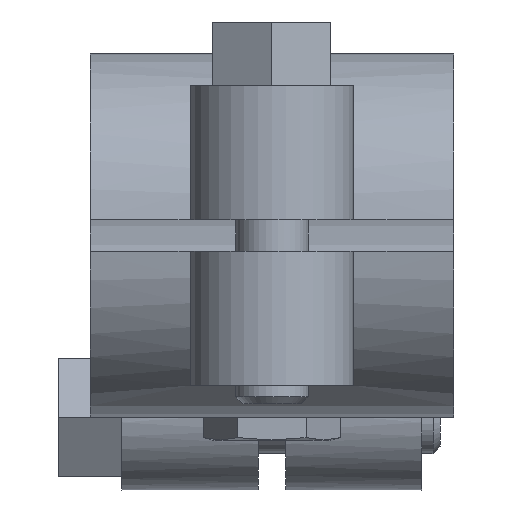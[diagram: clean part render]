
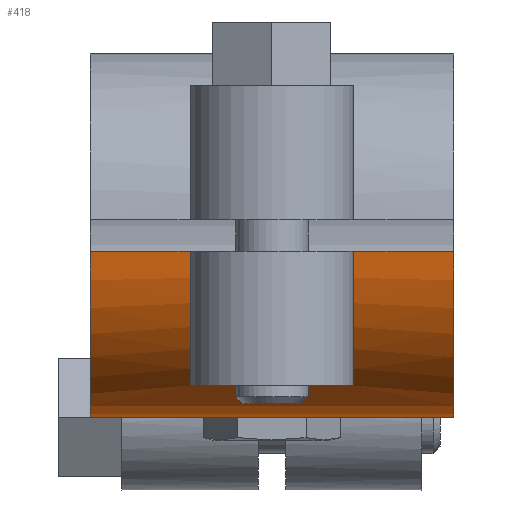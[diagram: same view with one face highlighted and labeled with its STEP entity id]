
A CAD part, left-side view. The second image highlights one B-rep face of the part: STEP entity #418.
In plain terms, the highlighted cylindrical face has radius 20 mm (diameter 40 mm), a partial arc.
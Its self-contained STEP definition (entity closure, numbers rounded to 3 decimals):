
#418 = ADVANCED_FACE( '', ( #898 ), #899, .T. );
#898 = FACE_OUTER_BOUND( '', #1491, .T. );
#899 = CYLINDRICAL_SURFACE( '', #1492, 20. );
#1491 = EDGE_LOOP( '', ( #2398, #2399, #2400, #2401, #2402, #2403, #2404, #2405, #2406, #2407, #2408, #2409 ) );
#1492 = AXIS2_PLACEMENT_3D( '', #2410, #2411, #2412 );
#2398 = ORIENTED_EDGE( '', *, *, #3751, .F. );
#2399 = ORIENTED_EDGE( '', *, *, #3626, .F. );
#2400 = ORIENTED_EDGE( '', *, *, #3752, .T. );
#2401 = ORIENTED_EDGE( '', *, *, #3544, .T. );
#2402 = ORIENTED_EDGE( '', *, *, #3753, .F. );
#2403 = ORIENTED_EDGE( '', *, *, #3754, .T. );
#2404 = ORIENTED_EDGE( '', *, *, #3755, .F. );
#2405 = ORIENTED_EDGE( '', *, *, #3756, .F. );
#2406 = ORIENTED_EDGE( '', *, *, #3501, .F. );
#2407 = ORIENTED_EDGE( '', *, *, #3757, .F. );
#2408 = ORIENTED_EDGE( '', *, *, #3758, .F. );
#2409 = ORIENTED_EDGE( '', *, *, #3759, .F. );
#2410 = CARTESIAN_POINT( '', ( 0., 40., 0. ) );
#2411 = DIRECTION( '', ( 0., 1., 0. ) );
#2412 = DIRECTION( '', ( 0., 0., -1. ) );
#3501 = EDGE_CURVE( '', #4145, #4148, #4149, .T. );
#3544 = EDGE_CURVE( '', #4220, #4218, #4221, .T. );
#3626 = EDGE_CURVE( '', #4357, #4359, #4360, .T. );
#3751 = EDGE_CURVE( '', #4359, #4562, #4563, .F. );
#3752 = EDGE_CURVE( '', #4357, #4220, #4564, .T. );
#3753 = EDGE_CURVE( '', #4565, #4218, #4566, .F. );
#3754 = EDGE_CURVE( '', #4565, #4567, #4568, .T. );
#3755 = EDGE_CURVE( '', #4569, #4567, #4570, .T. );
#3756 = EDGE_CURVE( '', #4148, #4569, #4571, .T. );
#3757 = EDGE_CURVE( '', #4572, #4145, #4573, .T. );
#3758 = EDGE_CURVE( '', #4574, #4572, #4575, .T. );
#3759 = EDGE_CURVE( '', #4562, #4574, #4576, .T. );
#4145 = VERTEX_POINT( '', #5084 );
#4148 = VERTEX_POINT( '', #5088 );
#4149 = LINE( '', #5089, #5090 );
#4218 = VERTEX_POINT( '', #5200 );
#4220 = VERTEX_POINT( '', #5203 );
#4221 = CIRCLE( '', #5204, 20. );
#4357 = VERTEX_POINT( '', #5433 );
#4359 = VERTEX_POINT( '', #5436 );
#4360 = CIRCLE( '', #5437, 20. );
#4562 = VERTEX_POINT( '', #5761 );
#4563 = LINE( '', #5762, #5763 );
#4564 = LINE( '', #5764, #5765 );
#4565 = VERTEX_POINT( '', #5766 );
#4566 = LINE( '', #5767, #5768 );
#4567 = VERTEX_POINT( '', #5769 );
#4568 = CIRCLE( '', #5770, 20. );
#4569 = VERTEX_POINT( '', #5771 );
#4570 = LINE( '', #5772, #5773 );
#4571 = CIRCLE( '', #5774, 20. );
#4572 = VERTEX_POINT( '', #5775 );
#4573 = CIRCLE( '', #5776, 20. );
#4574 = VERTEX_POINT( '', #5777 );
#4575 = LINE( '', #5778, #5779 );
#4576 = CIRCLE( '', #5780, 20. );
#5084 = CARTESIAN_POINT( '', ( -11.303, 29., -16.5 ) );
#5088 = CARTESIAN_POINT( '', ( -11.303, 11., -16.5 ) );
#5089 = CARTESIAN_POINT( '', ( -11.303, 40., -16.5 ) );
#5090 = VECTOR( '', #6412, 1000. );
#5200 = CARTESIAN_POINT( '', ( 2.57, 5., -19.834 ) );
#5203 = CARTESIAN_POINT( '', ( 19.365, 5., -5. ) );
#5204 = AXIS2_PLACEMENT_3D( '', #6456, #6457, #6458 );
#5433 = CARTESIAN_POINT( '', ( 19.365, 35., -5. ) );
#5436 = CARTESIAN_POINT( '', ( 2.57, 35., -19.834 ) );
#5437 = AXIS2_PLACEMENT_3D( '', #6529, #6530, #6531 );
#5761 = CARTESIAN_POINT( '', ( 2.57, 40., -19.834 ) );
#5762 = CARTESIAN_POINT( '', ( 2.57, 40., -19.834 ) );
#5763 = VECTOR( '', #6688, 1000. );
#5764 = CARTESIAN_POINT( '', ( 19.365, 35., -5. ) );
#5765 = VECTOR( '', #6689, 1000. );
#5766 = CARTESIAN_POINT( '', ( 2.57, 0., -19.834 ) );
#5767 = CARTESIAN_POINT( '', ( 2.57, 40., -19.834 ) );
#5768 = VECTOR( '', #6690, 1000. );
#5769 = CARTESIAN_POINT( '', ( -19.923, 0., -1.75 ) );
#5770 = AXIS2_PLACEMENT_3D( '', #6691, #6692, #6693 );
#5771 = CARTESIAN_POINT( '', ( -19.923, 11., -1.75 ) );
#5772 = CARTESIAN_POINT( '', ( -19.923, 40., -1.75 ) );
#5773 = VECTOR( '', #6694, 1000. );
#5774 = AXIS2_PLACEMENT_3D( '', #6695, #6696, #6697 );
#5775 = CARTESIAN_POINT( '', ( -19.923, 29., -1.75 ) );
#5776 = AXIS2_PLACEMENT_3D( '', #6698, #6699, #6700 );
#5777 = CARTESIAN_POINT( '', ( -19.923, 40., -1.75 ) );
#5778 = CARTESIAN_POINT( '', ( -19.923, 40., -1.75 ) );
#5779 = VECTOR( '', #6701, 1000. );
#5780 = AXIS2_PLACEMENT_3D( '', #6702, #6703, #6704 );
#6412 = DIRECTION( '', ( 0., -1., 0. ) );
#6456 = CARTESIAN_POINT( '', ( 0., 5., 0. ) );
#6457 = DIRECTION( '', ( 0., 1., 0. ) );
#6458 = DIRECTION( '', ( 1., 0., 0. ) );
#6529 = CARTESIAN_POINT( '', ( 0., 35., 0. ) );
#6530 = DIRECTION( '', ( 0., 1., 0. ) );
#6531 = DIRECTION( '', ( 1., 0., 0. ) );
#6688 = DIRECTION( '', ( 0., -1., 0. ) );
#6689 = DIRECTION( '', ( 0., -1., 0. ) );
#6690 = DIRECTION( '', ( 0., -1., 0. ) );
#6691 = CARTESIAN_POINT( '', ( 0., 0., 0. ) );
#6692 = DIRECTION( '', ( 0., 1., 0. ) );
#6693 = DIRECTION( '', ( 1., 0., 0. ) );
#6694 = DIRECTION( '', ( 0., -1., 0. ) );
#6695 = CARTESIAN_POINT( '', ( 0., 11., 0. ) );
#6696 = DIRECTION( '', ( 0., 1., 0. ) );
#6697 = DIRECTION( '', ( 0., 0., 1. ) );
#6698 = CARTESIAN_POINT( '', ( 0., 29., 0. ) );
#6699 = DIRECTION( '', ( 0., -1., 0. ) );
#6700 = DIRECTION( '', ( 0., 0., -1. ) );
#6701 = DIRECTION( '', ( 0., -1., 0. ) );
#6702 = CARTESIAN_POINT( '', ( 0., 40., 0. ) );
#6703 = DIRECTION( '', ( 0., 1., 0. ) );
#6704 = DIRECTION( '', ( 1., 0., 0. ) );
